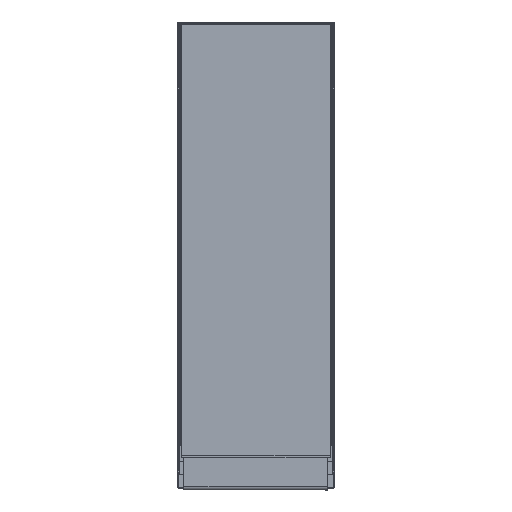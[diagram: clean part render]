
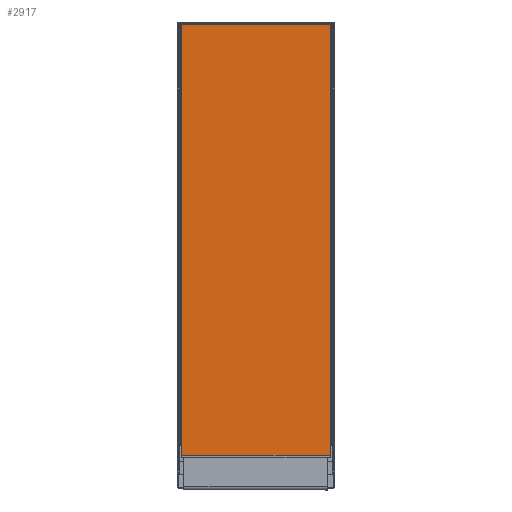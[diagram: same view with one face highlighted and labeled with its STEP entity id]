
A CAD part, top view. The second image highlights one B-rep face of the part: STEP entity #2917.
In plain terms, the highlighted face is planar.
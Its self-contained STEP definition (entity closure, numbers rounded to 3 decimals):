
#129=FACE_OUTER_BOUND('',#264,.T.);
#264=EDGE_LOOP('',(#2142,#2143,#2144,#2145));
#333=LINE('',#3811,#728);
#334=LINE('',#3813,#729);
#340=LINE('',#3824,#735);
#470=LINE('',#4781,#865);
#728=VECTOR('',#3143,1000.);
#729=VECTOR('',#3144,1000.);
#735=VECTOR('',#3150,1000.);
#865=VECTOR('',#3386,1000.);
#1123=VERTEX_POINT('',#3809);
#1124=VERTEX_POINT('',#3810);
#1125=VERTEX_POINT('',#3812);
#1130=VERTEX_POINT('',#3822);
#1413=EDGE_CURVE('',#1123,#1124,#333,.T.);
#1414=EDGE_CURVE('',#1124,#1125,#334,.T.);
#1420=EDGE_CURVE('',#1130,#1123,#340,.T.);
#1566=EDGE_CURVE('',#1130,#1125,#470,.T.);
#2142=ORIENTED_EDGE('',*,*,#1414,.F.);
#2143=ORIENTED_EDGE('',*,*,#1413,.F.);
#2144=ORIENTED_EDGE('',*,*,#1420,.F.);
#2145=ORIENTED_EDGE('',*,*,#1566,.T.);
#2719=PLANE('',#3059);
#2917=ADVANCED_FACE('',(#129),#2719,.T.);
#3059=AXIS2_PLACEMENT_3D('',#4788,#3396,#3397);
#3143=DIRECTION('',(0.,1.,0.));
#3144=DIRECTION('',(-1.,0.,0.));
#3150=DIRECTION('',(1.,0.,0.));
#3386=DIRECTION('',(0.,1.,0.));
#3396=DIRECTION('center_axis',(0.,0.,-1.));
#3397=DIRECTION('ref_axis',(-1.,0.,0.));
#3809=CARTESIAN_POINT('',(12.76,-34.36,-1.72));
#3810=CARTESIAN_POINT('',(12.76,39.64,-1.72));
#3811=CARTESIAN_POINT('',(12.76,0.,-1.72));
#3812=CARTESIAN_POINT('',(-12.74,39.64,-1.72));
#3813=CARTESIAN_POINT('',(0.,39.64,-1.72));
#3822=CARTESIAN_POINT('',(-12.74,-34.36,-1.72));
#3824=CARTESIAN_POINT('',(0.,-34.36,-1.72));
#4781=CARTESIAN_POINT('',(-12.74,39.69,-1.72));
#4788=CARTESIAN_POINT('Origin',(0.,0.,-1.72));
